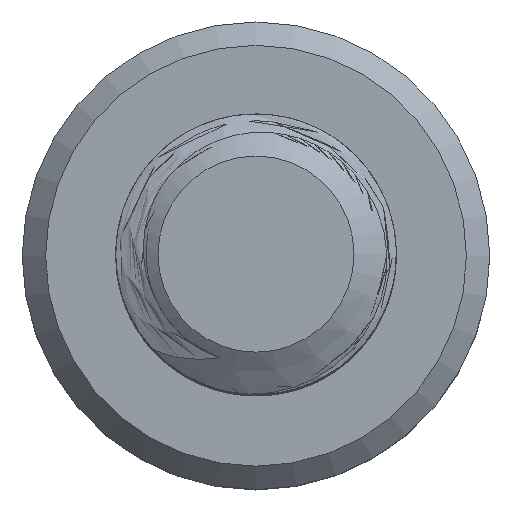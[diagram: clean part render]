
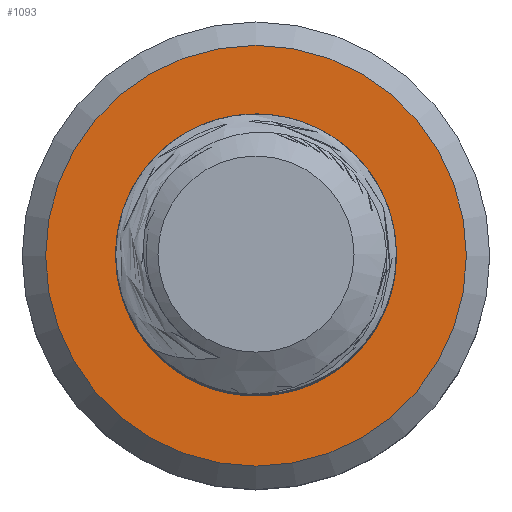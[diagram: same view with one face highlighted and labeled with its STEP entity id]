
A CAD part, top view. The second image highlights one B-rep face of the part: STEP entity #1093.
In plain terms, the highlighted planar face has unit normal (0, 0, 1).
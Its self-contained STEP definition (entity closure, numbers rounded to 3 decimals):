
#16=FACE_BOUND('',#161,.T.);
#19=PLANE('',#1185);
#95=FACE_OUTER_BOUND('',#160,.T.);
#160=EDGE_LOOP('',(#954));
#161=EDGE_LOOP('',(#955,#956,#957,#958));
#174=CIRCLE('',#1121,3.);
#178=CIRCLE('',#1165,4.5);
#184=CIRCLE('',#1176,2.35);
#277=B_SPLINE_CURVE_WITH_KNOTS('',3,(#5077,#5078,#5079,#5080,#5081,#5082,
#5083,#5084,#5085,#5086,#5087,#5088,#5089,#5090,#5091,#5092),
 .UNSPECIFIED.,.F.,.F.,(4,2,2,2,2,2,2,4),(0.,0.063,0.123,
0.214,0.337,0.493,0.643,
0.821),.UNSPECIFIED.);
#278=B_SPLINE_CURVE_WITH_KNOTS('',3,(#5647,#5648,#5649,#5650,#5651,#5652,
#5653,#5654,#5655,#5656,#5657,#5658,#5659,#5660,#5661,#5662,#5663,#5664),
 .UNSPECIFIED.,.F.,.F.,(4,2,2,2,2,2,2,2,4),(0.,0.084,0.161,
0.268,0.31,0.377,0.449,
0.51,0.597),.UNSPECIFIED.);
#393=VERTEX_POINT('',#1417);
#394=VERTEX_POINT('',#1430);
#477=VERTEX_POINT('',#4408);
#486=VERTEX_POINT('',#4479);
#487=VERTEX_POINT('',#4492);
#500=EDGE_CURVE('',#393,#394,#174,.T.);
#623=EDGE_CURVE('',#477,#477,#178,.T.);
#637=EDGE_CURVE('',#487,#486,#184,.T.);
#641=EDGE_CURVE('',#486,#394,#277,.T.);
#642=EDGE_CURVE('',#393,#487,#278,.T.);
#954=ORIENTED_EDGE('',*,*,#623,.T.);
#955=ORIENTED_EDGE('',*,*,#500,.F.);
#956=ORIENTED_EDGE('',*,*,#642,.T.);
#957=ORIENTED_EDGE('',*,*,#637,.T.);
#958=ORIENTED_EDGE('',*,*,#641,.T.);
#1093=ADVANCED_FACE('',(#95,#16),#19,.F.);
#1121=AXIS2_PLACEMENT_3D('',#1431,#1203,#1204);
#1165=AXIS2_PLACEMENT_3D('',#4410,#1331,#1332);
#1176=AXIS2_PLACEMENT_3D('',#4493,#1356,#1357);
#1185=AXIS2_PLACEMENT_3D('',#5676,#1374,#1375);
#1203=DIRECTION('center_axis',(0.,0.,1.));
#1204=DIRECTION('ref_axis',(1.,0.,0.));
#1331=DIRECTION('center_axis',(0.,0.,1.));
#1332=DIRECTION('ref_axis',(-1.,0.,0.));
#1356=DIRECTION('center_axis',(0.,0.,-1.));
#1357=DIRECTION('ref_axis',(1.,0.,0.));
#1374=DIRECTION('center_axis',(0.,0.,-1.));
#1375=DIRECTION('ref_axis',(-1.,0.,0.));
#1417=CARTESIAN_POINT('',(0.,3.,-20.));
#1430=CARTESIAN_POINT('',(-2.102,2.141,-20.));
#1431=CARTESIAN_POINT('Origin',(0.,0.,-20.));
#4408=CARTESIAN_POINT('',(4.5,0.,-20.));
#4410=CARTESIAN_POINT('Origin',(0.,0.,-20.));
#4479=CARTESIAN_POINT('',(0.,-2.35,-20.));
#4492=CARTESIAN_POINT('',(1.647,-1.677,-20.));
#4493=CARTESIAN_POINT('Origin',(0.,0.,-20.));
#5077=CARTESIAN_POINT('Ctrl Pts',(0.,-2.35,
-20.));
#5078=CARTESIAN_POINT('Ctrl Pts',(-0.207,-2.373,
-20.));
#5079=CARTESIAN_POINT('Ctrl Pts',(-0.417,-2.368,-20.));
#5080=CARTESIAN_POINT('Ctrl Pts',(-0.822,-2.309,-20.));
#5081=CARTESIAN_POINT('Ctrl Pts',(-1.016,-2.256,-20.));
#5082=CARTESIAN_POINT('Ctrl Pts',(-1.484,-2.065,-20.));
#5083=CARTESIAN_POINT('Ctrl Pts',(-1.742,-1.898,-20.));
#5084=CARTESIAN_POINT('Ctrl Pts',(-2.262,-1.408,-20.));
#5085=CARTESIAN_POINT('Ctrl Pts',(-2.446,-1.095,-20.));
#5086=CARTESIAN_POINT('Ctrl Pts',(-2.703,-0.516,
-20.));
#5087=CARTESIAN_POINT('Ctrl Pts',(-2.784,-0.168,
-20.));
#5088=CARTESIAN_POINT('Ctrl Pts',(-2.809,0.526,-20.));
#5089=CARTESIAN_POINT('Ctrl Pts',(-2.758,0.864,-20.));
#5090=CARTESIAN_POINT('Ctrl Pts',(-2.517,1.568,-20.));
#5091=CARTESIAN_POINT('Ctrl Pts',(-2.313,1.891,-20.));
#5092=CARTESIAN_POINT('Ctrl Pts',(-2.102,2.141,-20.));
#5647=CARTESIAN_POINT('Ctrl Pts',(0.,3.,
-20.));
#5648=CARTESIAN_POINT('Ctrl Pts',(0.279,2.977,-20.));
#5649=CARTESIAN_POINT('Ctrl Pts',(0.554,2.912,-20.));
#5650=CARTESIAN_POINT('Ctrl Pts',(1.051,2.715,-20.));
#5651=CARTESIAN_POINT('Ctrl Pts',(1.274,2.59,-20.));
#5652=CARTESIAN_POINT('Ctrl Pts',(1.763,2.221,-20.));
#5653=CARTESIAN_POINT('Ctrl Pts',(2.006,1.953,-20.));
#5654=CARTESIAN_POINT('Ctrl Pts',(2.265,1.528,-20.));
#5655=CARTESIAN_POINT('Ctrl Pts',(2.347,1.374,-20.));
#5656=CARTESIAN_POINT('Ctrl Pts',(2.525,0.906,-20.));
#5657=CARTESIAN_POINT('Ctrl Pts',(2.582,0.601,-20.));
#5658=CARTESIAN_POINT('Ctrl Pts',(2.584,-0.034,-20.));
#5659=CARTESIAN_POINT('Ctrl Pts',(2.522,-0.357,-20.));
#5660=CARTESIAN_POINT('Ctrl Pts',(2.298,-0.92,-20.));
#5661=CARTESIAN_POINT('Ctrl Pts',(2.173,-1.109,-20.));
#5662=CARTESIAN_POINT('Ctrl Pts',(1.961,-1.398,-20.));
#5663=CARTESIAN_POINT('Ctrl Pts',(1.813,-1.549,-20.));
#5664=CARTESIAN_POINT('Ctrl Pts',(1.647,-1.677,-20.));
#5676=CARTESIAN_POINT('Origin',(0.,0.,-20.));
